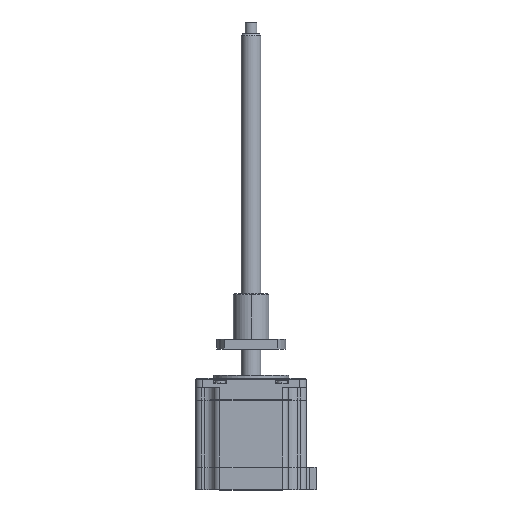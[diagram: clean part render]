
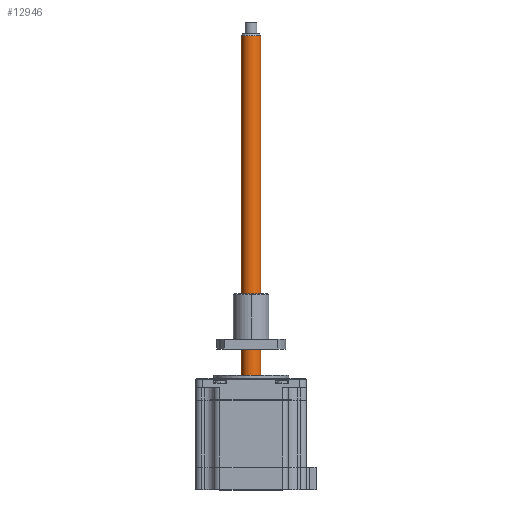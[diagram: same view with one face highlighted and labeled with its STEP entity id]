
A CAD part, top view. The second image highlights one B-rep face of the part: STEP entity #12946.
In plain terms, the highlighted cylindrical face has radius 5 mm (diameter 10 mm), a partial arc.
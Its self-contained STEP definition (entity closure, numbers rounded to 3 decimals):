
#280 = EDGE_CURVE ( 'NONE', #6823, #1871, #12331, .T. ) ;
#337 = ORIENTED_EDGE ( 'NONE', *, *, #280, .F. ) ;
#630 = CARTESIAN_POINT ( 'NONE',  ( -21.379, -15.672, 63.668 ) ) ;
#797 = DIRECTION ( 'NONE',  ( 0., -1., 0. ) ) ;
#913 = DIRECTION ( 'NONE',  ( -1., 0., 0.004 ) ) ;
#1871 = VERTEX_POINT ( 'NONE', #11607 ) ;
#1903 = CIRCLE ( 'NONE', #3127, 5. ) ;
#2009 = VECTOR ( 'NONE', #11744, 1000. ) ;
#2127 = EDGE_CURVE ( 'NONE', #1871, #9387, #1903, .T. ) ;
#3033 = CARTESIAN_POINT ( 'NONE',  ( -16.379, 158.328, 63.65 ) ) ;
#3127 = AXIS2_PLACEMENT_3D ( 'NONE', #6498, #6138, #6081 ) ;
#3555 = LINE ( 'NONE', #4894, #8289 ) ;
#4089 = DIRECTION ( 'NONE',  ( 1., 0., -0.004 ) ) ;
#4733 = EDGE_CURVE ( 'NONE', #6823, #12967, #7404, .T. ) ;
#4894 = CARTESIAN_POINT ( 'NONE',  ( -21.379, 159.328, 63.668 ) ) ;
#5088 = CARTESIAN_POINT ( 'NONE',  ( -21.379, 158.328, 63.668 ) ) ;
#6051 = DIRECTION ( 'NONE',  ( 0., -1., 0. ) ) ;
#6081 = DIRECTION ( 'NONE',  ( -1., 0., 0.004 ) ) ;
#6138 = DIRECTION ( 'NONE',  ( 0., -1., 0. ) ) ;
#6498 = CARTESIAN_POINT ( 'NONE',  ( -16.379, -15.672, 63.65 ) ) ;
#6823 = VERTEX_POINT ( 'NONE', #7196 ) ;
#6960 = AXIS2_PLACEMENT_3D ( 'NONE', #3033, #10184, #4089 ) ;
#7196 = CARTESIAN_POINT ( 'NONE',  ( -11.379, 158.328, 63.632 ) ) ;
#7404 = CIRCLE ( 'NONE', #6960, 5. ) ;
#7939 = ORIENTED_EDGE ( 'NONE', *, *, #2127, .F. ) ;
#8026 = CARTESIAN_POINT ( 'NONE',  ( -16.379, 159.328, 63.65 ) ) ;
#8110 = CYLINDRICAL_SURFACE ( 'NONE', #8585, 5. ) ;
#8289 = VECTOR ( 'NONE', #797, 1000. ) ;
#8437 = FACE_OUTER_BOUND ( 'NONE', #13305, .T. ) ;
#8585 = AXIS2_PLACEMENT_3D ( 'NONE', #8026, #6051, #913 ) ;
#9387 = VERTEX_POINT ( 'NONE', #630 ) ;
#9474 = ORIENTED_EDGE ( 'NONE', *, *, #4733, .T. ) ;
#9987 = CARTESIAN_POINT ( 'NONE',  ( -11.379, 159.328, 63.632 ) ) ;
#10184 = DIRECTION ( 'NONE',  ( 0., -1., 0. ) ) ;
#11021 = ORIENTED_EDGE ( 'NONE', *, *, #12301, .T. ) ;
#11607 = CARTESIAN_POINT ( 'NONE',  ( -11.379, -15.672, 63.632 ) ) ;
#11744 = DIRECTION ( 'NONE',  ( 0., -1., 0. ) ) ;
#12301 = EDGE_CURVE ( 'NONE', #12967, #9387, #3555, .T. ) ;
#12331 = LINE ( 'NONE', #9987, #2009 ) ;
#12946 = ADVANCED_FACE ( 'NONE', ( #8437 ), #8110, .T. ) ;
#12967 = VERTEX_POINT ( 'NONE', #5088 ) ;
#13305 = EDGE_LOOP ( 'NONE', ( #337, #9474, #11021, #7939 ) ) ;
